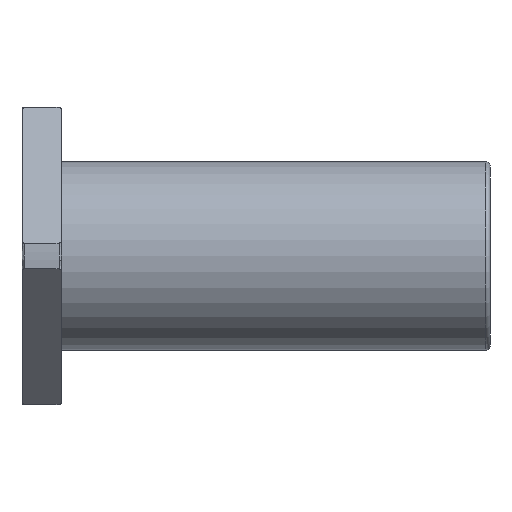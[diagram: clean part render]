
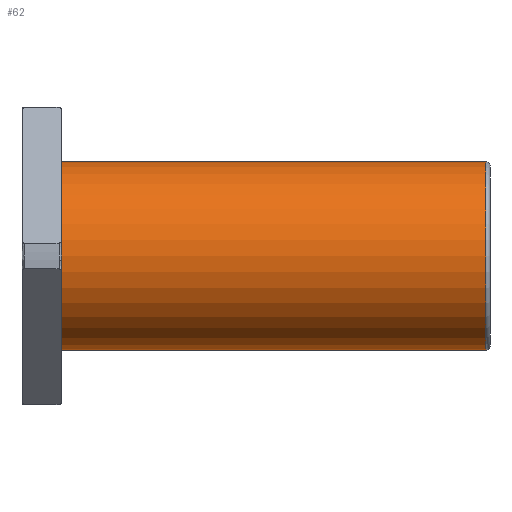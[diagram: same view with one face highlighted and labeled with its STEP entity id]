
A CAD part, front view. The second image highlights one B-rep face of the part: STEP entity #62.
In plain terms, the highlighted cylindrical face has radius 31 mm (diameter 62 mm), a full revolution.
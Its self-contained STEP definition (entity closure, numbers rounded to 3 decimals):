
#62 = ADVANCED_FACE( '', ( #153, #154 ), #155, .T. );
#153 = FACE_OUTER_BOUND( '', #296, .T. );
#154 = FACE_OUTER_BOUND( '', #297, .T. );
#155 = CYLINDRICAL_SURFACE( '', #298, 31. );
#296 = EDGE_LOOP( '', ( #435 ) );
#297 = EDGE_LOOP( '', ( #436 ) );
#298 = AXIS2_PLACEMENT_3D( '', #437, #438, #439 );
#435 = ORIENTED_EDGE( '', *, *, #718, .T. );
#436 = ORIENTED_EDGE( '', *, *, #719, .F. );
#437 = CARTESIAN_POINT( '', ( 154., 0., 0. ) );
#438 = DIRECTION( '', ( -1., 0., 0. ) );
#439 = DIRECTION( '', ( 0., 0., -1. ) );
#718 = EDGE_CURVE( '', #827, #827, #828, .T. );
#719 = EDGE_CURVE( '', #829, #829, #830, .T. );
#827 = VERTEX_POINT( '', #989 );
#828 = CIRCLE( '', #990, 31. );
#829 = VERTEX_POINT( '', #991 );
#830 = CIRCLE( '', #992, 31. );
#989 = CARTESIAN_POINT( '', ( 13., 0., -31. ) );
#990 = AXIS2_PLACEMENT_3D( '', #1295, #1296, #1297 );
#991 = CARTESIAN_POINT( '', ( 152.625, 0., -31. ) );
#992 = AXIS2_PLACEMENT_3D( '', #1298, #1299, #1300 );
#1295 = CARTESIAN_POINT( '', ( 13., 0., 0. ) );
#1296 = DIRECTION( '', ( 1., 0., 0. ) );
#1297 = DIRECTION( '', ( 0., 0., -1. ) );
#1298 = CARTESIAN_POINT( '', ( 152.625, 0., 0. ) );
#1299 = DIRECTION( '', ( 1., 0., 0. ) );
#1300 = DIRECTION( '', ( 0., 0., -1. ) );
